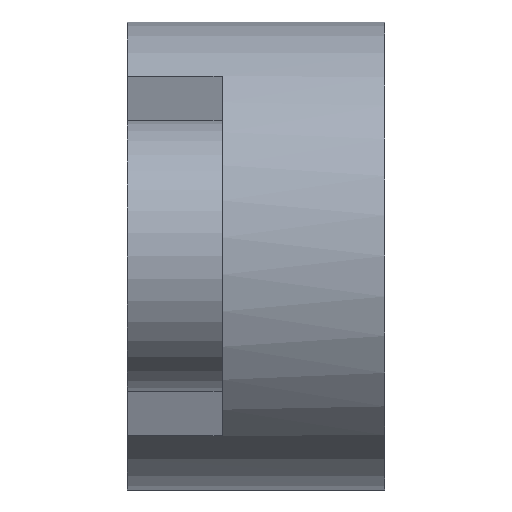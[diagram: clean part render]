
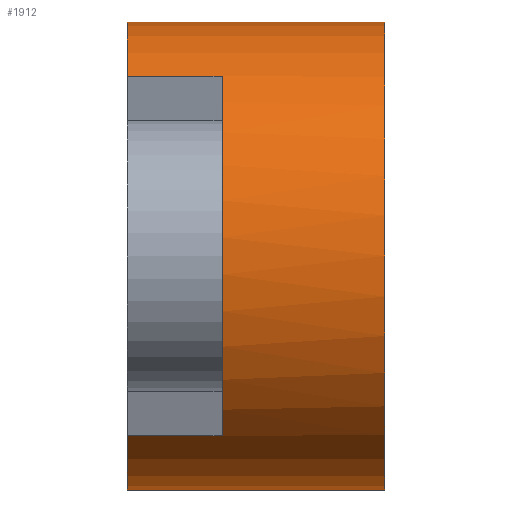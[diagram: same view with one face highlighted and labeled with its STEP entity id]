
A CAD part, left-side view. The second image highlights one B-rep face of the part: STEP entity #1912.
In plain terms, the highlighted cylindrical face has radius 3.45 mm (diameter 6.9 mm), a partial arc.
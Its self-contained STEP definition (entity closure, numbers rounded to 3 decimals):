
#73 = CARTESIAN_POINT ( 'NONE',  ( -2.209, -1.4, -2.65 ) ) ;
#177 = DIRECTION ( 'NONE',  ( 0., 0., 1. ) ) ;
#236 = DIRECTION ( 'NONE',  ( 0., 1., 0. ) ) ;
#436 = ORIENTED_EDGE ( 'NONE', *, *, #1542, .T. ) ;
#711 = CARTESIAN_POINT ( 'NONE',  ( -2.209, -1.4, 2.65 ) ) ;
#726 = CIRCLE ( 'NONE', #1066, 3.45 ) ;
#849 = EDGE_CURVE ( 'NONE', #3142, #6207, #4468, .T. ) ;
#889 = CARTESIAN_POINT ( 'NONE',  ( 0., -1.4, 0. ) ) ;
#961 = DIRECTION ( 'NONE',  ( 0., 0., 1. ) ) ;
#995 = CARTESIAN_POINT ( 'NONE',  ( 0., -1.4, 3.45 ) ) ;
#1001 = DIRECTION ( 'NONE',  ( 0., 1., 0. ) ) ;
#1009 = EDGE_CURVE ( 'NONE', #4888, #1476, #3017, .T. ) ;
#1012 = CARTESIAN_POINT ( 'NONE',  ( -2.209, 0., 2.65 ) ) ;
#1032 = CARTESIAN_POINT ( 'NONE',  ( -2.209, -1.4, -2.65 ) ) ;
#1044 = AXIS2_PLACEMENT_3D ( 'NONE', #1484, #6230, #961 ) ;
#1066 = AXIS2_PLACEMENT_3D ( 'NONE', #1670, #1001, #6871 ) ;
#1440 = CARTESIAN_POINT ( 'NONE',  ( 0., -1.4, -3.45 ) ) ;
#1457 = ORIENTED_EDGE ( 'NONE', *, *, #5486, .T. ) ;
#1476 = VERTEX_POINT ( 'NONE', #2593 ) ;
#1484 = CARTESIAN_POINT ( 'NONE',  ( 0., 0., 0. ) ) ;
#1542 = EDGE_CURVE ( 'NONE', #4888, #4182, #726, .T. ) ;
#1670 = CARTESIAN_POINT ( 'NONE',  ( 0., -3.8, 0. ) ) ;
#1681 = VERTEX_POINT ( 'NONE', #5991 ) ;
#1912 = ADVANCED_FACE ( 'NONE', ( #4721 ), #4312, .T. ) ;
#2236 = VECTOR ( 'NONE', #3802, 1000. ) ;
#2322 = DIRECTION ( 'NONE',  ( 0., 1., 0. ) ) ;
#2347 = CARTESIAN_POINT ( 'NONE',  ( 0., -3.8, 3.45 ) ) ;
#2491 = CIRCLE ( 'NONE', #6395, 3.45 ) ;
#2508 = EDGE_CURVE ( 'NONE', #1476, #1681, #6203, .T. ) ;
#2593 = CARTESIAN_POINT ( 'NONE',  ( 0., 0., -3.45 ) ) ;
#2600 = ORIENTED_EDGE ( 'NONE', *, *, #2508, .F. ) ;
#2748 = DIRECTION ( 'NONE',  ( 0., 0., 1. ) ) ;
#2872 = CARTESIAN_POINT ( 'NONE',  ( 0., 0., 3.45 ) ) ;
#2957 = VECTOR ( 'NONE', #6781, 1000. ) ;
#2981 = VERTEX_POINT ( 'NONE', #73 ) ;
#3017 = LINE ( 'NONE', #1440, #2957 ) ;
#3036 = CARTESIAN_POINT ( 'NONE',  ( 0., -3.8, -3.45 ) ) ;
#3141 = LINE ( 'NONE', #1032, #2236 ) ;
#3142 = VERTEX_POINT ( 'NONE', #3198 ) ;
#3198 = CARTESIAN_POINT ( 'NONE',  ( -2.209, -1.4, 2.65 ) ) ;
#3226 = ORIENTED_EDGE ( 'NONE', *, *, #6904, .T. ) ;
#3410 = DIRECTION ( 'NONE',  ( 0., 1., 0. ) ) ;
#3478 = DIRECTION ( 'NONE',  ( 0., 0., -1. ) ) ;
#3731 = ORIENTED_EDGE ( 'NONE', *, *, #1009, .F. ) ;
#3802 = DIRECTION ( 'NONE',  ( 0., 1., 0. ) ) ;
#4182 = VERTEX_POINT ( 'NONE', #2347 ) ;
#4207 = DIRECTION ( 'NONE',  ( 0., 1., 0. ) ) ;
#4312 = CYLINDRICAL_SURFACE ( 'NONE', #6430, 3.45 ) ;
#4468 = LINE ( 'NONE', #711, #6065 ) ;
#4496 = VERTEX_POINT ( 'NONE', #2872 ) ;
#4531 = ORIENTED_EDGE ( 'NONE', *, *, #5290, .T. ) ;
#4721 = FACE_OUTER_BOUND ( 'NONE', #6008, .T. ) ;
#4888 = VERTEX_POINT ( 'NONE', #3036 ) ;
#4915 = ORIENTED_EDGE ( 'NONE', *, *, #5200, .F. ) ;
#5200 = EDGE_CURVE ( 'NONE', #6207, #4496, #5718, .T. ) ;
#5290 = EDGE_CURVE ( 'NONE', #3142, #2981, #2491, .T. ) ;
#5468 = CARTESIAN_POINT ( 'NONE',  ( 0., 0., 0. ) ) ;
#5486 = EDGE_CURVE ( 'NONE', #4182, #4496, #6303, .T. ) ;
#5718 = CIRCLE ( 'NONE', #1044, 3.45 ) ;
#5982 = AXIS2_PLACEMENT_3D ( 'NONE', #5468, #3410, #177 ) ;
#5991 = CARTESIAN_POINT ( 'NONE',  ( -2.209, 0., -2.65 ) ) ;
#6008 = EDGE_LOOP ( 'NONE', ( #3731, #436, #1457, #4915, #6858, #4531, #3226, #2600 ) ) ;
#6065 = VECTOR ( 'NONE', #236, 1000. ) ;
#6203 = CIRCLE ( 'NONE', #5982, 3.45 ) ;
#6207 = VERTEX_POINT ( 'NONE', #1012 ) ;
#6230 = DIRECTION ( 'NONE',  ( 0., 1., 0. ) ) ;
#6303 = LINE ( 'NONE', #995, #6762 ) ;
#6395 = AXIS2_PLACEMENT_3D ( 'NONE', #889, #6754, #3478 ) ;
#6430 = AXIS2_PLACEMENT_3D ( 'NONE', #6896, #4207, #2748 ) ;
#6754 = DIRECTION ( 'NONE',  ( 0., -1., 0. ) ) ;
#6762 = VECTOR ( 'NONE', #2322, 1000. ) ;
#6781 = DIRECTION ( 'NONE',  ( 0., 1., 0. ) ) ;
#6858 = ORIENTED_EDGE ( 'NONE', *, *, #849, .F. ) ;
#6871 = DIRECTION ( 'NONE',  ( 0., 0., 1. ) ) ;
#6896 = CARTESIAN_POINT ( 'NONE',  ( 0., -1.4, 0. ) ) ;
#6904 = EDGE_CURVE ( 'NONE', #2981, #1681, #3141, .T. ) ;
